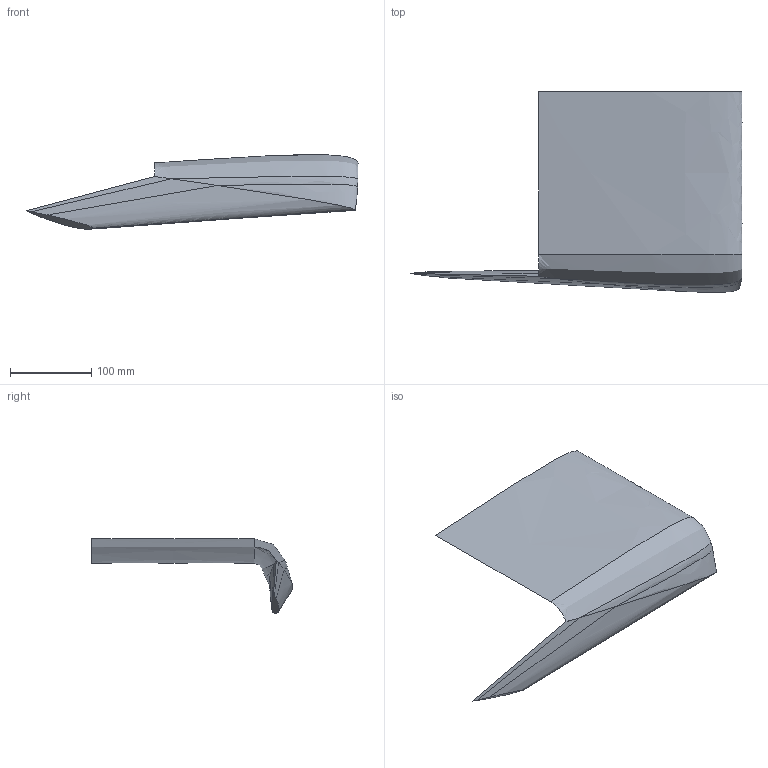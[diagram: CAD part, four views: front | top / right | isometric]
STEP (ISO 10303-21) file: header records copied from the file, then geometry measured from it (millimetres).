
FILE_DESCRIPTION(/* description */ (''),/* implementation_level */ '2;1');
FILE_NAME(/* name */ 'Winglet v1 v2.step',/* time_stamp */ '2021-01-09T22:34:10-08:00',/* author */ (''),/* organization */ (''),/* preprocessor_version */ 'ST-DEVELOPER v18.1',/* originating_system */ 'Autodesk Translation Framework v9.7.0.1280',/* authorisation */ '');
FILE_SCHEMA (('AUTOMOTIVE_DESIGN { 1 0 10303 214 3 1 1 }'));
Length unit declared in the file: millimetre
Products named in the file (1): Winglet v1
Bounding box: 408.48 x 246.83 x 91.76 mm (x, y, z)
Volume: 1344201.5 mm3; surface area: 162991.3 mm2
Topology: 1 solids, 1 shells, 16 faces, 33 edges, 19 vertices
Faces by surface type: bspline 13, plane 3
Entity records: 6051 total; most frequent: CARTESIAN_POINT 5784, ORIENTED_EDGE 66, EDGE_CURVE 33, B_SPLINE_CURVE_WITH_KNOTS 25, VERTEX_POINT 19, FACE_OUTER_BOUND 16, EDGE_LOOP 16, ADVANCED_FACE 16
